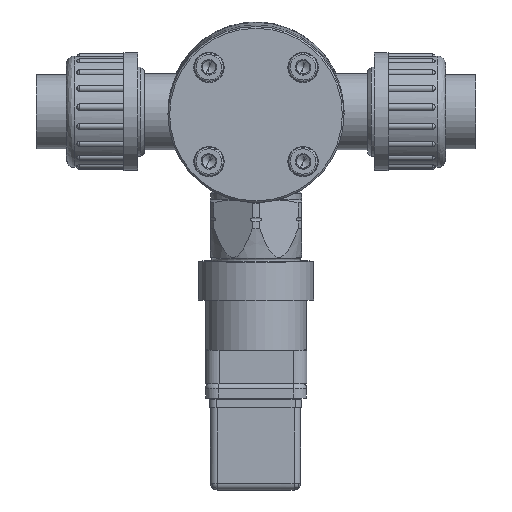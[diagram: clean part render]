
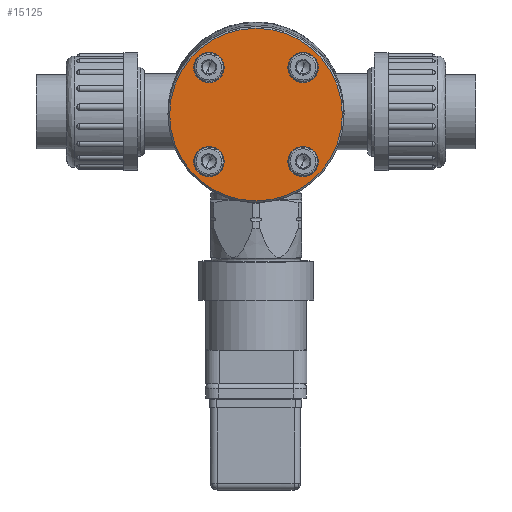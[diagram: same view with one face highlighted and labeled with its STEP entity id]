
A CAD part, front view. The second image highlights one B-rep face of the part: STEP entity #15125.
In plain terms, the highlighted face is planar.
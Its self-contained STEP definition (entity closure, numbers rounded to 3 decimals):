
#1275 = CARTESIAN_POINT ( 'NONE',  ( -13.903, 0., 13.903 ) ) ;
#1583 = CARTESIAN_POINT ( 'NONE',  ( 13.903, 0., 13.903 ) ) ;
#2164 = EDGE_CURVE ( 'NONE', #4571, #4571, #7595, .T. ) ;
#2366 = CIRCLE ( 'NONE', #4150, 4.5 ) ;
#2840 = DIRECTION ( 'NONE',  ( 0., 0., 1. ) ) ;
#3199 = CIRCLE ( 'NONE', #7020, 4.5 ) ;
#3264 = EDGE_LOOP ( 'NONE', ( #6092 ) ) ;
#3496 = CIRCLE ( 'NONE', #8225, 25.5 ) ;
#4138 = FACE_OUTER_BOUND ( 'NONE', #10589, .T. ) ;
#4150 = AXIS2_PLACEMENT_3D ( 'NONE', #1583, #4176, #17050 ) ;
#4176 = DIRECTION ( 'NONE',  ( 0., -1., 0. ) ) ;
#4571 = VERTEX_POINT ( 'NONE', #4759 ) ;
#4759 = CARTESIAN_POINT ( 'NONE',  ( -13.903, 0., 9.403 ) ) ;
#5377 = DIRECTION ( 'NONE',  ( 0., -1., 0. ) ) ;
#5521 = FACE_BOUND ( 'NONE', #13965, .T. ) ;
#6092 = ORIENTED_EDGE ( 'NONE', *, *, #2164, .F. ) ;
#6106 = EDGE_CURVE ( 'NONE', #13475, #13475, #2366, .T. ) ;
#6510 = CARTESIAN_POINT ( 'NONE',  ( 13.903, 0., -18.403 ) ) ;
#6844 = CARTESIAN_POINT ( 'NONE',  ( 0., 0., 0. ) ) ;
#6994 = DIRECTION ( 'NONE',  ( 0., 1., 0. ) ) ;
#7020 = AXIS2_PLACEMENT_3D ( 'NONE', #18235, #15106, #9527 ) ;
#7032 = AXIS2_PLACEMENT_3D ( 'NONE', #9211, #13576, #13485 ) ;
#7051 = CARTESIAN_POINT ( 'NONE',  ( -13.903, 0., -18.403 ) ) ;
#7595 = CIRCLE ( 'NONE', #17960, 4.5 ) ;
#8225 = AXIS2_PLACEMENT_3D ( 'NONE', #6844, #5377, #11031 ) ;
#8560 = ORIENTED_EDGE ( 'NONE', *, *, #12160, .T. ) ;
#8589 = DIRECTION ( 'NONE',  ( 0., -1., 0. ) ) ;
#9211 = CARTESIAN_POINT ( 'NONE',  ( 13.903, 0., -13.903 ) ) ;
#9485 = AXIS2_PLACEMENT_3D ( 'NONE', #9787, #6994, #2840 ) ;
#9527 = DIRECTION ( 'NONE',  ( 0., 0., -1. ) ) ;
#9787 = CARTESIAN_POINT ( 'NONE',  ( 0., 0., 0. ) ) ;
#9834 = CARTESIAN_POINT ( 'NONE',  ( 0., 0., 25.5 ) ) ;
#9891 = DIRECTION ( 'NONE',  ( 0., 0., -1. ) ) ;
#9993 = EDGE_CURVE ( 'NONE', #16241, #16241, #11183, .T. ) ;
#10589 = EDGE_LOOP ( 'NONE', ( #8560 ) ) ;
#11031 = DIRECTION ( 'NONE',  ( 0., 0., 1. ) ) ;
#11048 = ORIENTED_EDGE ( 'NONE', *, *, #9993, .F. ) ;
#11177 = FACE_BOUND ( 'NONE', #13903, .T. ) ;
#11183 = CIRCLE ( 'NONE', #7032, 4.5 ) ;
#11516 = ORIENTED_EDGE ( 'NONE', *, *, #6106, .F. ) ;
#12006 = EDGE_LOOP ( 'NONE', ( #14545 ) ) ;
#12160 = EDGE_CURVE ( 'NONE', #16517, #16517, #3496, .T. ) ;
#12623 = VERTEX_POINT ( 'NONE', #7051 ) ;
#12941 = FACE_BOUND ( 'NONE', #3264, .T. ) ;
#13475 = VERTEX_POINT ( 'NONE', #17820 ) ;
#13485 = DIRECTION ( 'NONE',  ( 0., 0., -1. ) ) ;
#13576 = DIRECTION ( 'NONE',  ( 0., -1., 0. ) ) ;
#13903 = EDGE_LOOP ( 'NONE', ( #11048 ) ) ;
#13965 = EDGE_LOOP ( 'NONE', ( #11516 ) ) ;
#14545 = ORIENTED_EDGE ( 'NONE', *, *, #15719, .F. ) ;
#15106 = DIRECTION ( 'NONE',  ( 0., -1., 0. ) ) ;
#15125 = ADVANCED_FACE ( 'NONE', ( #12941, #5521, #11177, #16825, #4138 ), #15541, .F. ) ;
#15541 = PLANE ( 'NONE',  #9485 ) ;
#15719 = EDGE_CURVE ( 'NONE', #12623, #12623, #3199, .T. ) ;
#16241 = VERTEX_POINT ( 'NONE', #6510 ) ;
#16517 = VERTEX_POINT ( 'NONE', #9834 ) ;
#16825 = FACE_BOUND ( 'NONE', #12006, .T. ) ;
#17050 = DIRECTION ( 'NONE',  ( 0., 0., -1. ) ) ;
#17820 = CARTESIAN_POINT ( 'NONE',  ( 13.903, 0., 9.403 ) ) ;
#17960 = AXIS2_PLACEMENT_3D ( 'NONE', #1275, #8589, #9891 ) ;
#18235 = CARTESIAN_POINT ( 'NONE',  ( -13.903, 0., -13.903 ) ) ;
